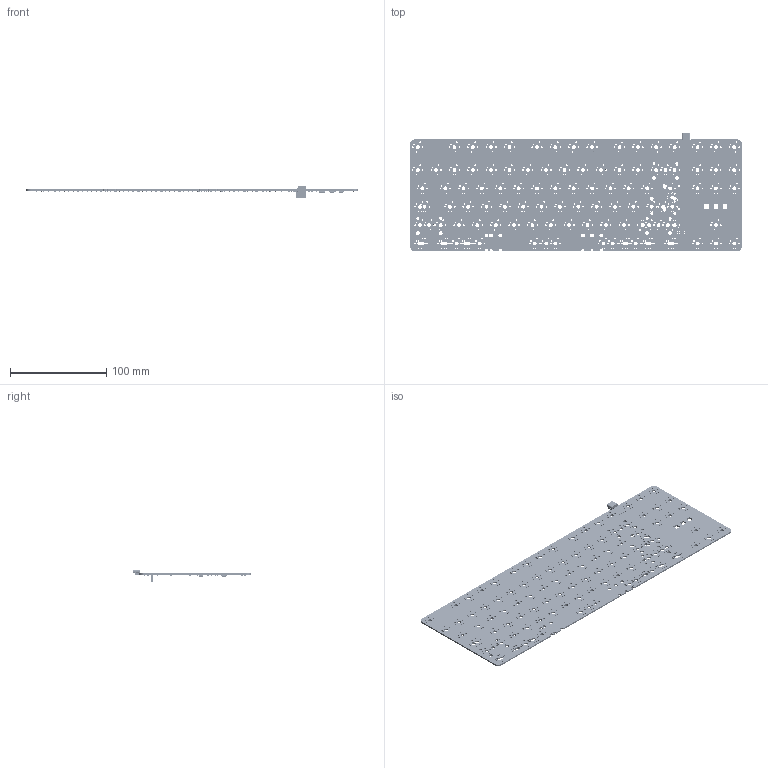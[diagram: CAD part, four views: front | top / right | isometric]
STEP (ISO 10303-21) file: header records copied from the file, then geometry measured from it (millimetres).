
FILE_DESCRIPTION(/* description */ (''),/* implementation_level */ '2;1');
FILE_NAME(/* name */ 'Freyr v1.step',/* time_stamp */ '2019-07-11T08:34:01+07:00',/* author */ (''),/* organization */ (''),/* preprocessor_version */ 'ST-DEVELOPER v18',/* originating_system */ 'Autodesk Translation Framework v8.2.0.1029',/* authorisation */ '');
FILE_SCHEMA (('AUTOMOTIVE_DESIGN { 1 0 10303 214 3 1 1 }'));
Products named in the file (16): Freyr; SOT-23; SOLID (2); D_0805_2012Metric; SOLID (1); SOIC-8_3.9x4.9mm_P1; SOLID (3); C_0805_2012Metric; SOLID (4); R_0805_2012Metric; SOLID; PinSocket_1x04_P2; SOLID (5); COMPOUND; HRO-TYPE-C-31-M-12 v2; Plastic
Assembly tree (227 placements, depth 3):
  Freyr
    R_0805_2012Metric  x103
      SOLID
    D_0805_2012Metric  x91
      SOLID (1)
    SOT-23
      SOLID (2)
    SOIC-8_3.9x4.9mm_P1  x4
      SOLID (3)
    C_0805_2012Metric  x18
      SOLID (4)
    PinSocket_1x04_P2
      SOLID (5)
    COMPOUND
    HRO-TYPE-C-31-M-12 v2
      Plastic
Bounding box: 344.61 x 122.77 x 11.9 mm (x, y, z)
Volume: 59982.6 mm3; surface area: 86301.3 mm2
Topology: 222 solids, 222 shells, 8928 faces, 25811 edges, 17472 vertices
Faces by surface type: plane 5555, cylinder 3363, cone 10
Full cylindrical faces by diameter (mm): 0.3 x18, 0.5 x2, 0.6 x4, 0.65 x2, 0.8 x10, 1.1 x214, 1.2 x4, 1.7 x218, 1.702 x182, 3.048 x8, 3.988 x105
Entity records: 81490 total; most frequent: DIRECTION 14348, CARTESIAN_POINT 14241, ORIENTED_EDGE 13432, EDGE_CURVE 6716, AXIS2_PLACEMENT_3D 5575, VERTEX_POINT 4932, CIRCLE 3510, EDGE_LOOP 3422
